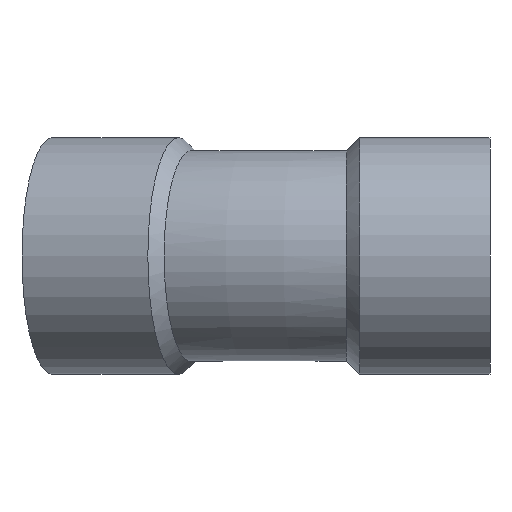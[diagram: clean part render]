
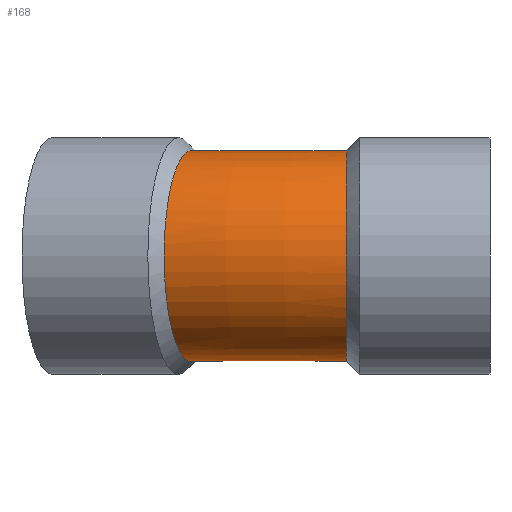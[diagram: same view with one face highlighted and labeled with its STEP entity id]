
A CAD part, left-side view. The second image highlights one B-rep face of the part: STEP entity #168.
In plain terms, the highlighted toroidal (fillet/blend) face has major radius 531.703 mm and minor radius 80 mm.
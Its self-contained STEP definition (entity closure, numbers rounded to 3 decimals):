
#27=TOROIDAL_SURFACE('',#201,531.703,80.);
#30=FACE_OUTER_BOUND('',#42,.T.);
#42=EDGE_LOOP('',(#126,#127,#128,#129,#130,#131));
#57=B_SPLINE_CURVE_WITH_KNOTS('',3,(#286,#287,#288,#289,#290,#291,#292,
#293,#294,#295,#296,#297,#298,#299,#300,#301,#302,#303,#304,#305),
 .UNSPECIFIED.,.F.,.F.,(4,2,2,2,2,2,2,2,2,4),(-50.42,-48.651,
-46.882,-43.754,-40.626,-37.498,
-34.372,-31.249,-28.128,-25.213),
 .UNSPECIFIED.);
#58=B_SPLINE_CURVE_WITH_KNOTS('',3,(#306,#307,#308,#309,#310,#311,#312,
#313,#314,#315,#316,#317,#318,#319,#320,#321,#322,#323,#324,#325),
 .UNSPECIFIED.,.F.,.F.,(4,2,2,2,2,2,2,2,2,4),(-25.213,-25.004,
-21.876,-18.747,-15.619,-12.494,
-9.371,-6.248,-3.124,0.),.UNSPECIFIED.);
#59=B_SPLINE_CURVE_WITH_KNOTS('',3,(#330,#331,#332,#333,#334,#335,#336,
#337,#338,#339,#340,#341,#342,#343,#344,#345,#346,#347,#348,#349),
 .UNSPECIFIED.,.F.,.F.,(4,2,2,2,2,2,2,2,2,4),(-25.212,-24.816,
-21.639,-18.465,-15.289,-12.206,
-9.175,-6.155,-3.107,0.),.UNSPECIFIED.);
#60=B_SPLINE_CURVE_WITH_KNOTS('',3,(#350,#351,#352,#353,#354,#355,#356,
#357,#358,#359,#360,#361,#362,#363,#364,#365,#366,#367,#368,#369),
 .UNSPECIFIED.,.F.,.F.,(4,2,2,2,2,2,2,2,2,4),(-50.418,-48.463,
-46.551,-43.374,-40.198,-37.006,
-33.903,-30.893,-27.915,-25.212),
 .UNSPECIFIED.);
#74=CIRCLE('',#202,451.703);
#86=VERTEX_POINT('',#283);
#87=VERTEX_POINT('',#285);
#88=VERTEX_POINT('',#327);
#89=VERTEX_POINT('',#329);
#101=EDGE_CURVE('',#87,#86,#57,.T.);
#102=EDGE_CURVE('',#86,#87,#58,.T.);
#103=EDGE_CURVE('',#86,#88,#74,.T.);
#104=EDGE_CURVE('',#88,#89,#59,.T.);
#105=EDGE_CURVE('',#89,#88,#60,.T.);
#126=ORIENTED_EDGE('',*,*,#101,.T.);
#127=ORIENTED_EDGE('',*,*,#103,.T.);
#128=ORIENTED_EDGE('',*,*,#104,.T.);
#129=ORIENTED_EDGE('',*,*,#105,.T.);
#130=ORIENTED_EDGE('',*,*,#103,.F.);
#131=ORIENTED_EDGE('',*,*,#102,.T.);
#168=ADVANCED_FACE('',(#30),#27,.T.);
#201=AXIS2_PLACEMENT_3D('',#326,#230,#231);
#202=AXIS2_PLACEMENT_3D('',#328,#232,#233);
#230=DIRECTION('center_axis',(0.,0.,-1.));
#231=DIRECTION('ref_axis',(-1.,0.,0.));
#232=DIRECTION('center_axis',(0.,0.,1.));
#233=DIRECTION('ref_axis',(-1.,0.,0.));
#283=CARTESIAN_POINT('',(92.936,206.327,0.));
#285=CARTESIAN_POINT('',(-61.686,247.559,0.));
#286=CARTESIAN_POINT('Ctrl Pts',(-61.686,247.559,0.));
#287=CARTESIAN_POINT('Ctrl Pts',(-61.686,247.559,-5.898));
#288=CARTESIAN_POINT('Ctrl Pts',(-61.056,247.391,-11.779));
#289=CARTESIAN_POINT('Ctrl Pts',(-58.558,246.724,-23.287));
#290=CARTESIAN_POINT('Ctrl Pts',(-56.698,246.228,-28.879));
#291=CARTESIAN_POINT('Ctrl Pts',(-49.954,244.427,-43.633));
#292=CARTESIAN_POINT('Ctrl Pts',(-43.908,242.814,-52.095));
#293=CARTESIAN_POINT('Ctrl Pts',(-29.019,238.84,-66.143));
#294=CARTESIAN_POINT('Ctrl Pts',(-20.317,236.518,-71.595));
#295=CARTESIAN_POINT('Ctrl Pts',(-1.384,231.467,-78.734));
#296=CARTESIAN_POINT('Ctrl Pts',(8.665,228.786,-80.355));
#297=CARTESIAN_POINT('Ctrl Pts',(28.791,223.419,-79.516));
#298=CARTESIAN_POINT('Ctrl Pts',(38.675,220.784,-77.067));
#299=CARTESIAN_POINT('Ctrl Pts',(56.972,215.907,-68.391));
#300=CARTESIAN_POINT('Ctrl Pts',(65.212,213.711,-62.251));
#301=CARTESIAN_POINT('Ctrl Pts',(78.952,210.051,-47.051));
#302=CARTESIAN_POINT('Ctrl Pts',(84.324,208.62,-38.138));
#303=CARTESIAN_POINT('Ctrl Pts',(91.23,206.781,-19.331));
#304=CARTESIAN_POINT('Ctrl Pts',(92.936,206.327,-9.703));
#305=CARTESIAN_POINT('Ctrl Pts',(92.936,206.327,0.));
#306=CARTESIAN_POINT('Ctrl Pts',(92.936,206.327,0.));
#307=CARTESIAN_POINT('Ctrl Pts',(92.936,206.327,0.698));
#308=CARTESIAN_POINT('Ctrl Pts',(92.927,206.329,1.396));
#309=CARTESIAN_POINT('Ctrl Pts',(92.646,206.404,12.516));
#310=CARTESIAN_POINT('Ctrl Pts',(90.415,206.998,22.784));
#311=CARTESIAN_POINT('Ctrl Pts',(82.272,209.167,41.862));
#312=CARTESIAN_POINT('Ctrl Pts',(76.435,210.721,50.487));
#313=CARTESIAN_POINT('Ctrl Pts',(61.896,214.595,64.929));
#314=CARTESIAN_POINT('Ctrl Pts',(53.335,216.876,70.609));
#315=CARTESIAN_POINT('Ctrl Pts',(34.598,221.871,78.249));
#316=CARTESIAN_POINT('Ctrl Pts',(24.602,224.536,80.138));
#317=CARTESIAN_POINT('Ctrl Pts',(4.479,229.903,79.846));
#318=CARTESIAN_POINT('Ctrl Pts',(-5.457,232.553,77.67));
#319=CARTESIAN_POINT('Ctrl Pts',(-23.962,237.49,69.502));
#320=CARTESIAN_POINT('Ctrl Pts',(-32.356,239.73,63.589));
#321=CARTESIAN_POINT('Ctrl Pts',(-46.484,243.501,48.766));
#322=CARTESIAN_POINT('Ctrl Pts',(-52.083,244.996,39.998));
#323=CARTESIAN_POINT('Ctrl Pts',(-59.721,247.035,20.73));
#324=CARTESIAN_POINT('Ctrl Pts',(-61.686,247.559,10.415));
#325=CARTESIAN_POINT('Ctrl Pts',(-61.686,247.559,0.));
#326=CARTESIAN_POINT('Origin',(531.703,99.,0.));
#327=CARTESIAN_POINT('',(80.108,108.892,0.));
#328=CARTESIAN_POINT('Origin',(531.703,99.,0.));
#329=CARTESIAN_POINT('',(-79.917,109.083,0.));
#330=CARTESIAN_POINT('Ctrl Pts',(80.108,108.892,0.));
#331=CARTESIAN_POINT('Ctrl Pts',(80.108,108.892,-1.318));
#332=CARTESIAN_POINT('Ctrl Pts',(80.076,108.892,-2.638));
#333=CARTESIAN_POINT('Ctrl Pts',(79.486,108.893,-14.535));
#334=CARTESIAN_POINT('Ctrl Pts',(76.867,108.897,-24.903));
#335=CARTESIAN_POINT('Ctrl Pts',(67.748,108.911,-44.005));
#336=CARTESIAN_POINT('Ctrl Pts',(61.342,108.92,-52.553));
#337=CARTESIAN_POINT('Ctrl Pts',(45.571,108.942,-66.668));
#338=CARTESIAN_POINT('Ctrl Pts',(36.358,108.955,-72.093));
#339=CARTESIAN_POINT('Ctrl Pts',(16.65,108.98,-78.94));
#340=CARTESIAN_POINT('Ctrl Pts',(6.384,108.993,-80.412));
#341=CARTESIAN_POINT('Ctrl Pts',(-13.971,109.016,-79.4));
#342=CARTESIAN_POINT('Ctrl Pts',(-23.877,109.027,-76.991));
#343=CARTESIAN_POINT('Ctrl Pts',(-42.235,109.047,-68.63));
#344=CARTESIAN_POINT('Ctrl Pts',(-50.528,109.055,-62.766));
#345=CARTESIAN_POINT('Ctrl Pts',(-64.566,109.069,-48.203));
#346=CARTESIAN_POINT('Ctrl Pts',(-70.159,109.074,-39.612));
#347=CARTESIAN_POINT('Ctrl Pts',(-77.906,109.081,-20.615));
#348=CARTESIAN_POINT('Ctrl Pts',(-79.917,109.083,-10.356));
#349=CARTESIAN_POINT('Ctrl Pts',(-79.917,109.083,0.));
#350=CARTESIAN_POINT('Ctrl Pts',(-79.917,109.083,0.));
#351=CARTESIAN_POINT('Ctrl Pts',(-79.917,109.083,6.517));
#352=CARTESIAN_POINT('Ctrl Pts',(-79.12,109.082,13.01));
#353=CARTESIAN_POINT('Ctrl Pts',(-76.005,109.079,25.518));
#354=CARTESIAN_POINT('Ctrl Pts',(-73.731,109.077,31.496));
#355=CARTESIAN_POINT('Ctrl Pts',(-65.855,109.07,46.519));
#356=CARTESIAN_POINT('Ctrl Pts',(-59.125,109.064,54.829));
#357=CARTESIAN_POINT('Ctrl Pts',(-42.821,109.047,68.344));
#358=CARTESIAN_POINT('Ctrl Pts',(-33.408,109.037,73.417));
#359=CARTESIAN_POINT('Ctrl Pts',(-13.106,109.015,79.618));
#360=CARTESIAN_POINT('Ctrl Pts',(-2.413,109.003,80.665));
#361=CARTESIAN_POINT('Ctrl Pts',(18.463,108.978,78.547));
#362=CARTESIAN_POINT('Ctrl Pts',(28.456,108.965,75.517));
#363=CARTESIAN_POINT('Ctrl Pts',(46.459,108.941,65.967));
#364=CARTESIAN_POINT('Ctrl Pts',(54.36,108.93,59.64));
#365=CARTESIAN_POINT('Ctrl Pts',(67.34,108.911,44.476));
#366=CARTESIAN_POINT('Ctrl Pts',(72.335,108.904,35.799));
#367=CARTESIAN_POINT('Ctrl Pts',(78.592,108.894,17.927));
#368=CARTESIAN_POINT('Ctrl Pts',(80.108,108.892,8.99));
#369=CARTESIAN_POINT('Ctrl Pts',(80.108,108.892,0.));
